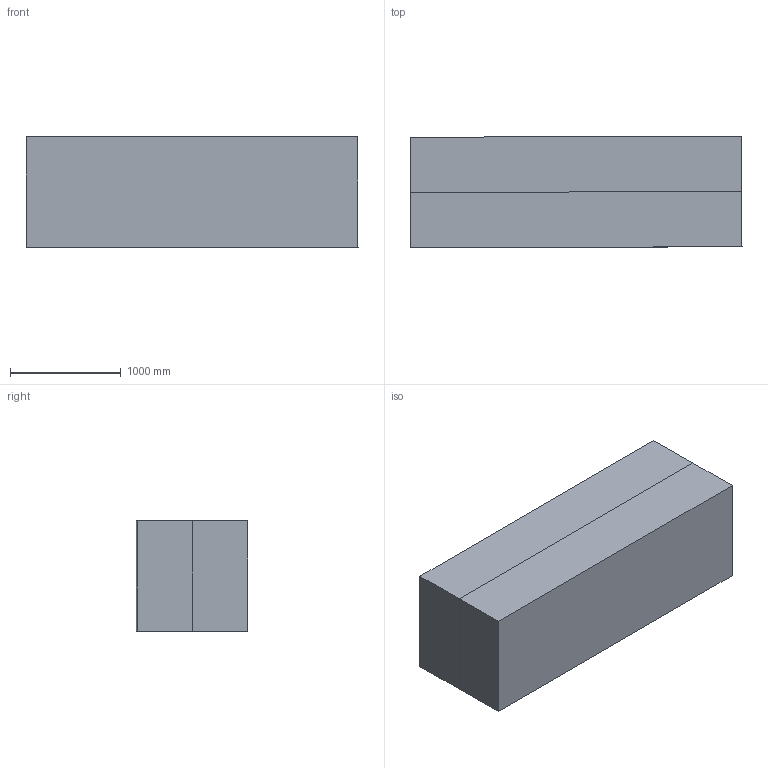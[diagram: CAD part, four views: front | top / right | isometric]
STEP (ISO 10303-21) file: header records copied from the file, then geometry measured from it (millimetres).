
FILE_DESCRIPTION (( 'STEP AP214' ), '1' );
FILE_NAME ('SolidBlockTestLower.STEP', '2019-02-11T00:49:20', ( '' ), ( '' ), 'SwSTEP 2.0', 'SolidWorks 2018', '' );
FILE_SCHEMA (( 'AUTOMOTIVE_DESIGN' ));
Length unit declared in the file: inch
Products named in the file (3): TestBlock; Boat3; SolidBlockTestLower
Assembly tree (3 placements, depth 2):
  SolidBlockTestLower
    Boat3
    TestBlock  x2
Bounding box: 3003.28 x 1010.94 x 1001.59 mm (x, y, z)
Volume: 3002321393.8 mm3; surface area: 20155529.6 mm2
Topology: 3 solids, 3 shells, 18 faces, 36 edges, 24 vertices
Faces by surface type: plane 15, bspline 3
Entity records: 577 total; most frequent: CARTESIAN_POINT 213, DIRECTION 50, ORIENTED_EDGE 48, EDGE_CURVE 24, VECTOR 18, LINE 18, AXIS2_PLACEMENT_3D 16, VERTEX_POINT 16
